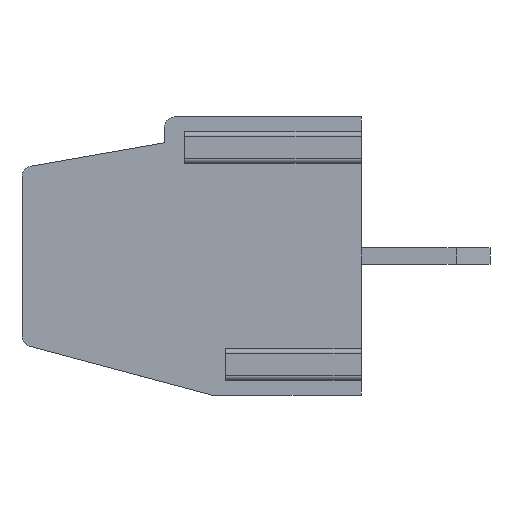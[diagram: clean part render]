
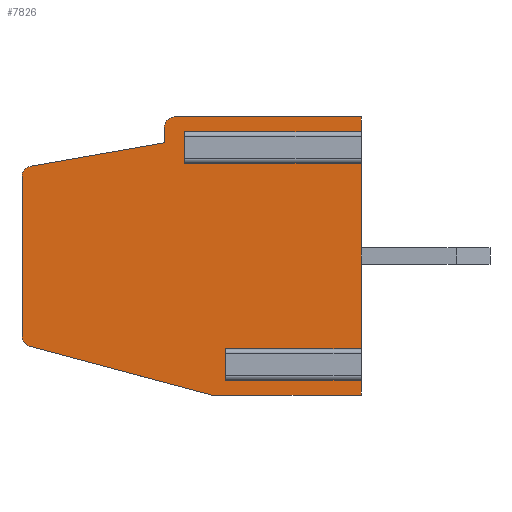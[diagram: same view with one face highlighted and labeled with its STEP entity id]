
A CAD part, left-side view. The second image highlights one B-rep face of the part: STEP entity #7826.
In plain terms, the highlighted planar face has unit normal (-1, 0, 0).
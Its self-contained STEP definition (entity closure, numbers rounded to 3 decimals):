
#543 = DIRECTION ( 'NONE',  ( 0., 0., 1. ) ) ;
#638 = VECTOR ( 'NONE', #2105, 1000. ) ;
#976 = DIRECTION ( 'NONE',  ( 0., 1., 0. ) ) ;
#1170 = CIRCLE ( 'NONE', #15797, 0.3 ) ;
#1201 = LINE ( 'NONE', #11503, #11441 ) ;
#1253 = LINE ( 'NONE', #15927, #17940 ) ;
#1520 = LINE ( 'NONE', #20214, #14089 ) ;
#1527 = EDGE_CURVE ( 'NONE', #9484, #6280, #8642, .T. ) ;
#1651 = ORIENTED_EDGE ( 'NONE', *, *, #8917, .F. ) ;
#1884 = VECTOR ( 'NONE', #13872, 1000. ) ;
#2008 = CARTESIAN_POINT ( 'NONE',  ( -2.54, 5.2, 2.899 ) ) ;
#2071 = ORIENTED_EDGE ( 'NONE', *, *, #13492, .F. ) ;
#2105 = DIRECTION ( 'NONE',  ( 0., 0., 1. ) ) ;
#2187 = LINE ( 'NONE', #5436, #11384 ) ;
#2231 = ORIENTED_EDGE ( 'NONE', *, *, #1527, .F. ) ;
#2257 = VERTEX_POINT ( 'NONE', #17077 ) ;
#2389 = DIRECTION ( 'NONE',  ( 0., -1., 0. ) ) ;
#2851 = CARTESIAN_POINT ( 'NONE',  ( -2.54, 9.752, 2.644 ) ) ;
#2922 = EDGE_CURVE ( 'NONE', #6280, #18645, #1201, .T. ) ;
#3023 = EDGE_CURVE ( 'NONE', #19777, #17470, #14567, .T. ) ;
#3165 = EDGE_CURVE ( 'NONE', #3718, #7199, #15571, .T. ) ;
#3242 = LINE ( 'NONE', #6181, #12213 ) ;
#3349 = EDGE_CURVE ( 'NONE', #14568, #10351, #3242, .T. ) ;
#3514 = FACE_OUTER_BOUND ( 'NONE', #6306, .T. ) ;
#3563 = ORIENTED_EDGE ( 'NONE', *, *, #3165, .T. ) ;
#3718 = VERTEX_POINT ( 'NONE', #15754 ) ;
#3761 = DIRECTION ( 'NONE',  ( 0., 0.966, 0.259 ) ) ;
#3903 = CARTESIAN_POINT ( 'NONE',  ( -2.54, 9.778, -2.66 ) ) ;
#3923 = VERTEX_POINT ( 'NONE', #6333 ) ;
#3977 = EDGE_CURVE ( 'NONE', #12333, #12389, #16559, .T. ) ;
#4130 = EDGE_CURVE ( 'NONE', #12333, #19182, #8820, .T. ) ;
#4163 = DIRECTION ( 'NONE',  ( 0., -1., 0. ) ) ;
#4200 = DIRECTION ( 'NONE',  ( 0., 0., -1. ) ) ;
#4355 = VERTEX_POINT ( 'NONE', #18947 ) ;
#4514 = CARTESIAN_POINT ( 'NONE',  ( -2.54, 5.8, 3.341 ) ) ;
#5053 = VECTOR ( 'NONE', #7886, 1000. ) ;
#5125 = AXIS2_PLACEMENT_3D ( 'NONE', #18157, #8299, #6835 ) ;
#5143 = ORIENTED_EDGE ( 'NONE', *, *, #2922, .F. ) ;
#5222 = LINE ( 'NONE', #10522, #1884 ) ;
#5436 = CARTESIAN_POINT ( 'NONE',  ( -2.54, 0., -4.1 ) ) ;
#5498 = DIRECTION ( 'NONE',  ( 0., -1., 0. ) ) ;
#5530 = VECTOR ( 'NONE', #11920, 1000. ) ;
#5733 = VERTEX_POINT ( 'NONE', #14142 ) ;
#6181 = CARTESIAN_POINT ( 'NONE',  ( -2.54, 5.8, 3.341 ) ) ;
#6222 = ORIENTED_EDGE ( 'NONE', *, *, #3023, .F. ) ;
#6276 = EDGE_CURVE ( 'NONE', #19182, #12837, #1520, .T. ) ;
#6280 = VERTEX_POINT ( 'NONE', #15535 ) ;
#6306 = EDGE_LOOP ( 'NONE', ( #18085, #6411, #18477, #14437, #17235, #14272, #17315, #1651, #5143, #2231, #20141, #2071, #6222, #14484, #17991, #3563, #19487, #18822 ) ) ;
#6333 = CARTESIAN_POINT ( 'NONE',  ( -2.54, 4.402, -4.1 ) ) ;
#6411 = ORIENTED_EDGE ( 'NONE', *, *, #3977, .T. ) ;
#6835 = DIRECTION ( 'NONE',  ( 0., 0., 1. ) ) ;
#6945 = CARTESIAN_POINT ( 'NONE',  ( -2.54, 0., -4.1 ) ) ;
#7199 = VERTEX_POINT ( 'NONE', #14641 ) ;
#7272 = DIRECTION ( 'NONE',  ( 0., 0., 1. ) ) ;
#7416 = LINE ( 'NONE', #12194, #20050 ) ;
#7521 = DIRECTION ( 'NONE',  ( 0., 0., -1. ) ) ;
#7826 = ADVANCED_FACE ( 'NONE', ( #3514 ), #20479, .T. ) ;
#7886 = DIRECTION ( 'NONE',  ( 0., -1., 0. ) ) ;
#7932 = EDGE_CURVE ( 'NONE', #12837, #7199, #11170, .T. ) ;
#8299 = DIRECTION ( 'NONE',  ( 1., 0., 0. ) ) ;
#8642 = CIRCLE ( 'NONE', #5125, 0.3 ) ;
#8678 = CARTESIAN_POINT ( 'NONE',  ( -2.54, 5.5, 3.8 ) ) ;
#8820 = LINE ( 'NONE', #20274, #5530 ) ;
#8917 = EDGE_CURVE ( 'NONE', #18645, #14568, #1170, .T. ) ;
#8919 = CARTESIAN_POINT ( 'NONE',  ( -2.54, 10., 2.348 ) ) ;
#9163 = CARTESIAN_POINT ( 'NONE',  ( -2.54, 0., -4.1 ) ) ;
#9292 = DIRECTION ( 'NONE',  ( 0., -1., 0. ) ) ;
#9474 = EDGE_CURVE ( 'NONE', #12440, #12389, #2187, .T. ) ;
#9484 = VERTEX_POINT ( 'NONE', #13739 ) ;
#9562 = DIRECTION ( 'NONE',  ( 0., -0.985, 0.174 ) ) ;
#9998 = LINE ( 'NONE', #12292, #18512 ) ;
#10150 = VECTOR ( 'NONE', #4200, 1000. ) ;
#10351 = VERTEX_POINT ( 'NONE', #4514 ) ;
#10522 = CARTESIAN_POINT ( 'NONE',  ( -2.54, 4., -3.501 ) ) ;
#10712 = EDGE_CURVE ( 'NONE', #10351, #2257, #21203, .T. ) ;
#10903 = AXIS2_PLACEMENT_3D ( 'NONE', #8678, #20206, #543 ) ;
#11166 = EDGE_CURVE ( 'NONE', #2257, #5733, #19614, .T. ) ;
#11170 = LINE ( 'NONE', #14224, #17611 ) ;
#11302 = VECTOR ( 'NONE', #3761, 1000. ) ;
#11384 = VECTOR ( 'NONE', #12072, 1000. ) ;
#11441 = VECTOR ( 'NONE', #19638, 1000. ) ;
#11503 = CARTESIAN_POINT ( 'NONE',  ( -2.54, 10., 2.348 ) ) ;
#11920 = DIRECTION ( 'NONE',  ( 0., 0., -1. ) ) ;
#11964 = EDGE_CURVE ( 'NONE', #3718, #4355, #5222, .T. ) ;
#12072 = DIRECTION ( 'NONE',  ( 0., 0., -1. ) ) ;
#12194 = CARTESIAN_POINT ( 'NONE',  ( -2.54, 0., 4.1 ) ) ;
#12213 = VECTOR ( 'NONE', #9562, 1000. ) ;
#12292 = CARTESIAN_POINT ( 'NONE',  ( -2.54, 4.402, -4.1 ) ) ;
#12333 = VERTEX_POINT ( 'NONE', #15127 ) ;
#12356 = AXIS2_PLACEMENT_3D ( 'NONE', #18694, #13818, #7272 ) ;
#12389 = VERTEX_POINT ( 'NONE', #17044 ) ;
#12440 = VERTEX_POINT ( 'NONE', #18562 ) ;
#12837 = VERTEX_POINT ( 'NONE', #20063 ) ;
#12880 = EDGE_CURVE ( 'NONE', #3923, #9484, #13406, .T. ) ;
#13037 = CARTESIAN_POINT ( 'NONE',  ( -2.54, 9.7, 2.348 ) ) ;
#13406 = LINE ( 'NONE', #3903, #11302 ) ;
#13492 = EDGE_CURVE ( 'NONE', #17470, #3923, #9998, .T. ) ;
#13739 = CARTESIAN_POINT ( 'NONE',  ( -2.54, 9.778, -2.66 ) ) ;
#13818 = DIRECTION ( 'NONE',  ( 1., 0., 0. ) ) ;
#13872 = DIRECTION ( 'NONE',  ( 0., 0., -1. ) ) ;
#14088 = EDGE_CURVE ( 'NONE', #5733, #12440, #7416, .T. ) ;
#14089 = VECTOR ( 'NONE', #5498, 1000. ) ;
#14142 = CARTESIAN_POINT ( 'NONE',  ( -2.54, 5.5, 4.1 ) ) ;
#14224 = CARTESIAN_POINT ( 'NONE',  ( -2.54, 0., -4.1 ) ) ;
#14272 = ORIENTED_EDGE ( 'NONE', *, *, #10712, .F. ) ;
#14387 = CARTESIAN_POINT ( 'NONE',  ( -2.54, 4., -2.899 ) ) ;
#14437 = ORIENTED_EDGE ( 'NONE', *, *, #14088, .F. ) ;
#14484 = ORIENTED_EDGE ( 'NONE', *, *, #18778, .F. ) ;
#14567 = LINE ( 'NONE', #9163, #10150 ) ;
#14568 = VERTEX_POINT ( 'NONE', #2851 ) ;
#14641 = CARTESIAN_POINT ( 'NONE',  ( -2.54, 0., -2.899 ) ) ;
#15127 = CARTESIAN_POINT ( 'NONE',  ( -2.54, 5.2, 3.501 ) ) ;
#15535 = CARTESIAN_POINT ( 'NONE',  ( -2.54, 10., -2.37 ) ) ;
#15571 = LINE ( 'NONE', #14387, #5053 ) ;
#15754 = CARTESIAN_POINT ( 'NONE',  ( -2.54, 4., -2.899 ) ) ;
#15796 = VECTOR ( 'NONE', #9292, 1000. ) ;
#15797 = AXIS2_PLACEMENT_3D ( 'NONE', #13037, #18066, #19423 ) ;
#15927 = CARTESIAN_POINT ( 'NONE',  ( -2.54, 4., -3.501 ) ) ;
#16559 = LINE ( 'NONE', #17666, #15796 ) ;
#16803 = CARTESIAN_POINT ( 'NONE',  ( -2.54, 5.8, 3.8 ) ) ;
#17044 = CARTESIAN_POINT ( 'NONE',  ( -2.54, 0., 3.501 ) ) ;
#17077 = CARTESIAN_POINT ( 'NONE',  ( -2.54, 5.8, 3.8 ) ) ;
#17235 = ORIENTED_EDGE ( 'NONE', *, *, #11166, .F. ) ;
#17315 = ORIENTED_EDGE ( 'NONE', *, *, #3349, .F. ) ;
#17470 = VERTEX_POINT ( 'NONE', #6945 ) ;
#17611 = VECTOR ( 'NONE', #7521, 1000. ) ;
#17666 = CARTESIAN_POINT ( 'NONE',  ( -2.54, 4., 3.501 ) ) ;
#17940 = VECTOR ( 'NONE', #4163, 1000. ) ;
#17991 = ORIENTED_EDGE ( 'NONE', *, *, #11964, .F. ) ;
#18066 = DIRECTION ( 'NONE',  ( 1., 0., 0. ) ) ;
#18085 = ORIENTED_EDGE ( 'NONE', *, *, #4130, .F. ) ;
#18157 = CARTESIAN_POINT ( 'NONE',  ( -2.54, 9.7, -2.37 ) ) ;
#18477 = ORIENTED_EDGE ( 'NONE', *, *, #9474, .F. ) ;
#18512 = VECTOR ( 'NONE', #976, 1000. ) ;
#18562 = CARTESIAN_POINT ( 'NONE',  ( -2.54, 0., 4.1 ) ) ;
#18645 = VERTEX_POINT ( 'NONE', #8919 ) ;
#18694 = CARTESIAN_POINT ( 'NONE',  ( -2.54, 5.5, 3.8 ) ) ;
#18778 = EDGE_CURVE ( 'NONE', #4355, #19777, #1253, .T. ) ;
#18822 = ORIENTED_EDGE ( 'NONE', *, *, #6276, .F. ) ;
#18947 = CARTESIAN_POINT ( 'NONE',  ( -2.54, 4., -3.501 ) ) ;
#19182 = VERTEX_POINT ( 'NONE', #2008 ) ;
#19423 = DIRECTION ( 'NONE',  ( 0., 0., 1. ) ) ;
#19487 = ORIENTED_EDGE ( 'NONE', *, *, #7932, .F. ) ;
#19614 = CIRCLE ( 'NONE', #12356, 0.3 ) ;
#19638 = DIRECTION ( 'NONE',  ( 0., 0., 1. ) ) ;
#19777 = VERTEX_POINT ( 'NONE', #21287 ) ;
#20050 = VECTOR ( 'NONE', #2389, 1000. ) ;
#20063 = CARTESIAN_POINT ( 'NONE',  ( -2.54, 0., 2.899 ) ) ;
#20141 = ORIENTED_EDGE ( 'NONE', *, *, #12880, .F. ) ;
#20206 = DIRECTION ( 'NONE',  ( -1., 0., 0. ) ) ;
#20214 = CARTESIAN_POINT ( 'NONE',  ( -2.54, 4., 2.899 ) ) ;
#20274 = CARTESIAN_POINT ( 'NONE',  ( -2.54, 5.2, 3.501 ) ) ;
#20479 = PLANE ( 'NONE',  #10903 ) ;
#21203 = LINE ( 'NONE', #16803, #638 ) ;
#21287 = CARTESIAN_POINT ( 'NONE',  ( -2.54, 0., -3.501 ) ) ;
